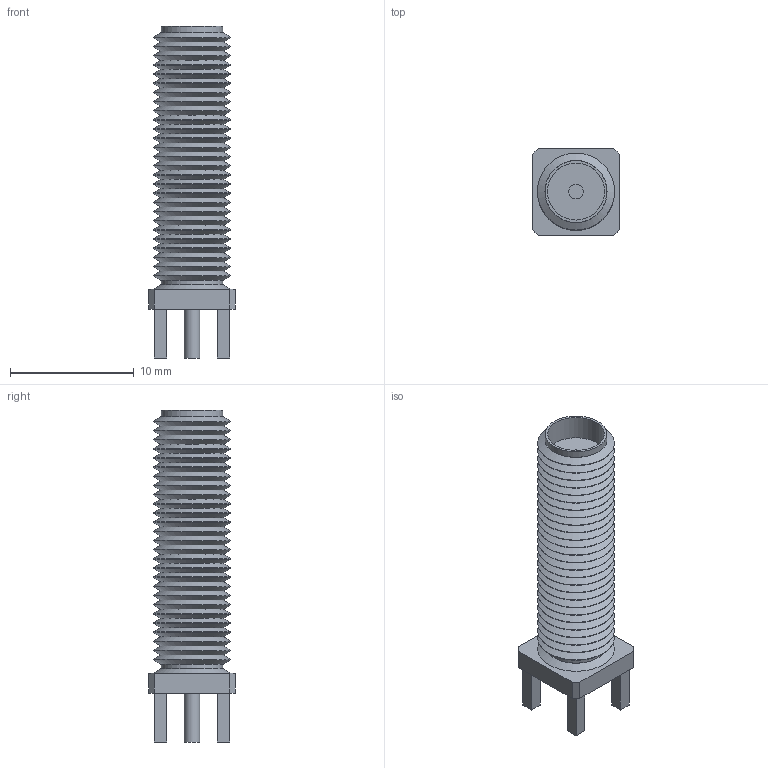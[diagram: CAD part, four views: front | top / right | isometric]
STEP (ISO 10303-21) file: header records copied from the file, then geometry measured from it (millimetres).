
FILE_DESCRIPTION(/* description */ (''),/* implementation_level */ '2;1');
FILE_NAME(/* name */ 'JYEBAO_SMA8410L-0000_Part1.stp',/* time_stamp */ '2017-03-08T14:06:57+01:00',/* author */ ('jchouvet'),/* organization */ (''),/* preprocessor_version */ 'ST-DEVELOPER v16.1',/* originating_system */ 'AutoCAD Mechanical',/* authorisation */ '');
FILE_SCHEMA (('AUTOMOTIVE_DESIGN { 1 0 10303 214 3 1 1 }'));
Length unit declared in the file: millimetre
Products named in the file (1): Product
Bounding box: 7 x 7 x 26.81 mm (x, y, z)
Volume: 390.8 mm3; surface area: 1843.1 mm2
Topology: 15 solids, 15 shells, 147 faces, 278 edges, 161 vertices
Faces by surface type: cone 55, plane 54, cylinder 38
Full cylindrical faces by diameter (mm): 1.2 x2, 1.27 x1, 4.6 x2, 5 x6, 6.22 x27
Entity records: 3158 total; most frequent: DIRECTION 586, CARTESIAN_POINT 486, ORIENTED_EDGE 362, AXIS2_PLACEMENT_3D 257, EDGE_LOOP 252, EDGE_CURVE 181, VERTEX_POINT 157, FACE_OUTER_BOUND 147
